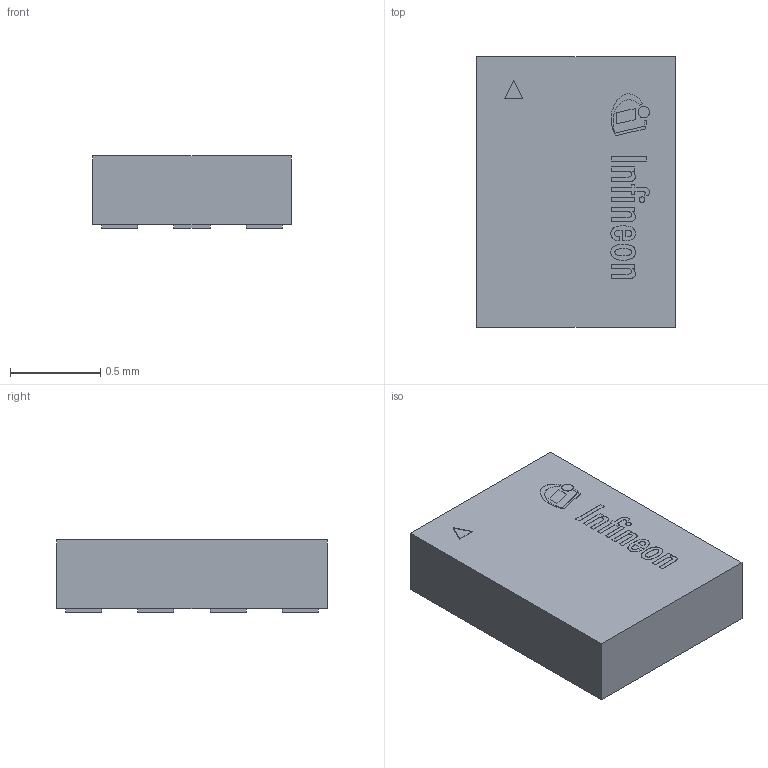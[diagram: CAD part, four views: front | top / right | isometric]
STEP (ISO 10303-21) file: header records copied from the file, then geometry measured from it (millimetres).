
FILE_DESCRIPTION(/* description */ (''),/* implementation_level */ '2;1');
FILE_NAME(/* name */ 'PG-TSLP-10-2_Z8B00186036_V01_3D.stp',/* time_stamp */ '2019-10-11T16:26:26+06:00',/* author */ ('janartha'),/* organization */ (''),/* preprocessor_version */ 'ST-DEVELOPER v16.13',/* originating_system */ 'AutoCAD Mechanical',/* authorisation */ '');
FILE_SCHEMA (('AUTOMOTIVE_DESIGN { 1 0 10303 214 3 1 1 }'));
Length unit declared in the file: millimetre
Products named in the file (1): Product
Bounding box: 1.1 x 1.5 x 0.4 mm (x, y, z)
Volume: 0.6 mm3; surface area: 6.4 mm2
Topology: 24 solids, 24 shells, 278 faces, 687 edges, 458 vertices
Faces by surface type: plane 162, cylinder 116
Full cylindrical faces by diameter (mm): 0.031 x1, 0.064 x1
Entity records: 8298 total; most frequent: DIRECTION 1475, CARTESIAN_POINT 1422, ORIENTED_EDGE 1370, EDGE_CURVE 685, AXIS2_PLACEMENT_3D 511, VERTEX_POINT 458, LINE 453, VECTOR 453
